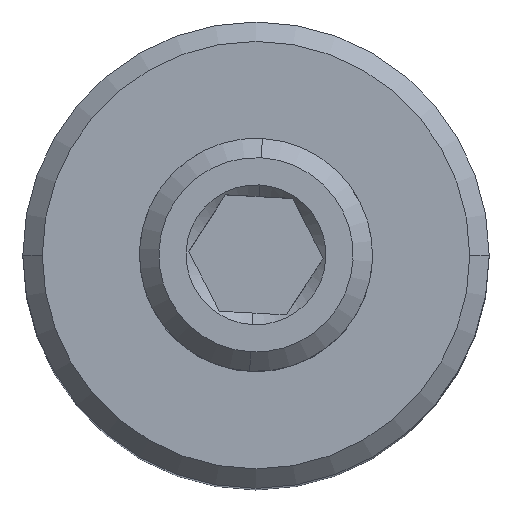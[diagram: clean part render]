
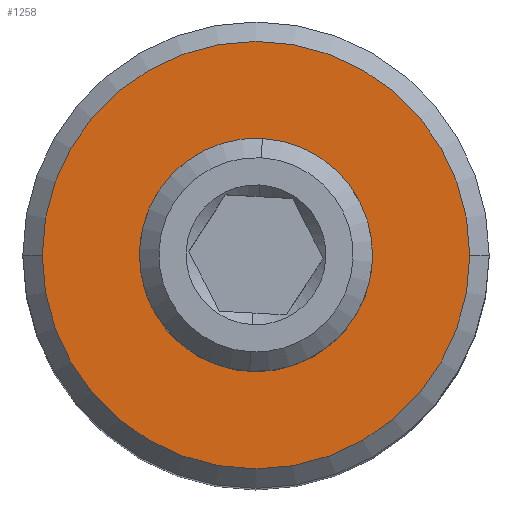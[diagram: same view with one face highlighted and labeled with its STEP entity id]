
A CAD part, top view. The second image highlights one B-rep face of the part: STEP entity #1258.
In plain terms, the highlighted planar face has unit normal (0, 0, 1).
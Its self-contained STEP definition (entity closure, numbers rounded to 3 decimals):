
#70 = AXIS2_PLACEMENT_3D ( 'NONE', #307, #434, #425 ) ;
#80 = FACE_BOUND ( 'NONE', #415, .T. ) ;
#85 = CIRCLE ( 'NONE', #1586, 2.75 ) ;
#128 = AXIS2_PLACEMENT_3D ( 'NONE', #601, #751, #1007 ) ;
#136 = VERTEX_POINT ( 'NONE', #1645 ) ;
#205 = EDGE_LOOP ( 'NONE', ( #356, #293 ) ) ;
#223 = CARTESIAN_POINT ( 'NONE',  ( 2.75, 0., 6.25 ) ) ;
#253 = FACE_OUTER_BOUND ( 'NONE', #205, .T. ) ;
#293 = ORIENTED_EDGE ( 'NONE', *, *, #626, .T. ) ;
#307 = CARTESIAN_POINT ( 'NONE',  ( 0., 0., 6.25 ) ) ;
#319 = VERTEX_POINT ( 'NONE', #1530 ) ;
#353 = CARTESIAN_POINT ( 'NONE',  ( 0., 0., 6.25 ) ) ;
#356 = ORIENTED_EDGE ( 'NONE', *, *, #756, .T. ) ;
#378 = VERTEX_POINT ( 'NONE', #1045 ) ;
#415 = EDGE_LOOP ( 'NONE', ( #1163, #1485 ) ) ;
#425 = DIRECTION ( 'NONE',  ( 1., 0., 0. ) ) ;
#428 = DIRECTION ( 'NONE',  ( 0., 0., 1. ) ) ;
#434 = DIRECTION ( 'NONE',  ( 0., 0., 1. ) ) ;
#483 = DIRECTION ( 'NONE',  ( 1., 0., 0. ) ) ;
#538 = DIRECTION ( 'NONE',  ( 1., 0., 0. ) ) ;
#601 = CARTESIAN_POINT ( 'NONE',  ( 0., 0., 6.25 ) ) ;
#626 = EDGE_CURVE ( 'NONE', #1631, #319, #85, .T. ) ;
#628 = CIRCLE ( 'NONE', #1232, 2.75 ) ;
#638 = CARTESIAN_POINT ( 'NONE',  ( 0., 0., 6.25 ) ) ;
#672 = CARTESIAN_POINT ( 'NONE',  ( 0., 0., 6.25 ) ) ;
#751 = DIRECTION ( 'NONE',  ( 0., 0., 1. ) ) ;
#754 = PLANE ( 'NONE',  #128 ) ;
#756 = EDGE_CURVE ( 'NONE', #319, #1631, #628, .T. ) ;
#768 = AXIS2_PLACEMENT_3D ( 'NONE', #672, #428, #538 ) ;
#771 = DIRECTION ( 'NONE',  ( 1., 0., 0. ) ) ;
#904 = DIRECTION ( 'NONE',  ( 0., 0., 1. ) ) ;
#944 = EDGE_CURVE ( 'NONE', #378, #136, #1514, .T. ) ;
#1001 = DIRECTION ( 'NONE',  ( 0., 0., 1. ) ) ;
#1007 = DIRECTION ( 'NONE',  ( 1., 0., 0. ) ) ;
#1045 = CARTESIAN_POINT ( 'NONE',  ( 1.5, 0., 6.25 ) ) ;
#1163 = ORIENTED_EDGE ( 'NONE', *, *, #944, .F. ) ;
#1232 = AXIS2_PLACEMENT_3D ( 'NONE', #638, #904, #771 ) ;
#1258 = ADVANCED_FACE ( 'NONE', ( #253, #80 ), #754, .T. ) ;
#1295 = EDGE_CURVE ( 'NONE', #136, #378, #1433, .T. ) ;
#1433 = CIRCLE ( 'NONE', #70, 1.5 ) ;
#1485 = ORIENTED_EDGE ( 'NONE', *, *, #1295, .F. ) ;
#1514 = CIRCLE ( 'NONE', #768, 1.5 ) ;
#1530 = CARTESIAN_POINT ( 'NONE',  ( -2.75, 0., 6.25 ) ) ;
#1586 = AXIS2_PLACEMENT_3D ( 'NONE', #353, #1001, #483 ) ;
#1631 = VERTEX_POINT ( 'NONE', #223 ) ;
#1645 = CARTESIAN_POINT ( 'NONE',  ( -1.5, 0., 6.25 ) ) ;
